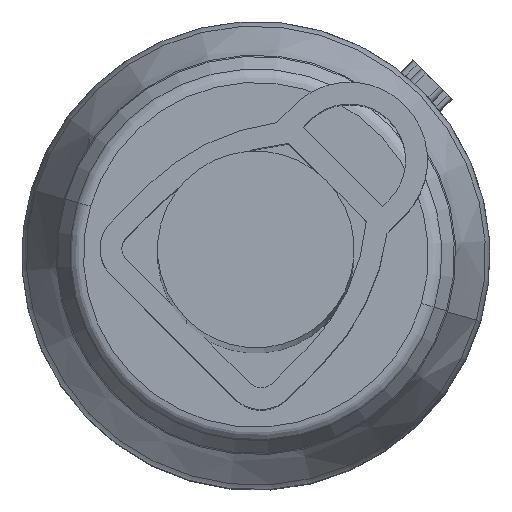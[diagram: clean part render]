
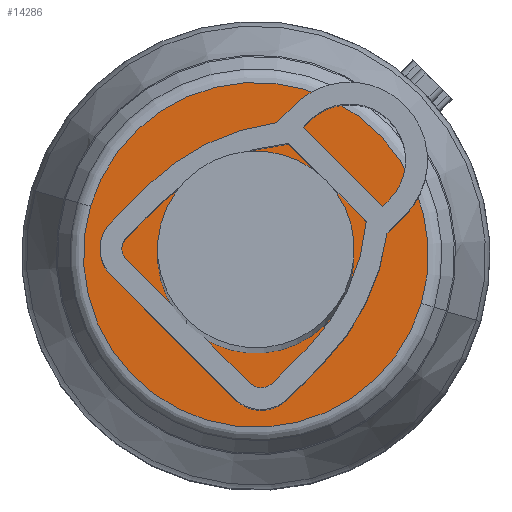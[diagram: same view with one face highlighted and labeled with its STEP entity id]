
A CAD part, top view. The second image highlights one B-rep face of the part: STEP entity #14286.
In plain terms, the highlighted planar face has unit normal (0, 0, 1).
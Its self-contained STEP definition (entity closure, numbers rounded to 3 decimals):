
#14241=AXIS2_PLACEMENT_3D('Circle Axis2P3D',#14239,#14240,$) ;
#14267=AXIS2_PLACEMENT_3D('Circle Axis2P3D',#14265,#14266,$) ;
#14280=AXIS2_PLACEMENT_3D('Plane Axis2P3D',#14277,#14278,#14279) ;
#14239=CARTESIAN_POINT('Axis2P3D Location',(7.5,7.5,47.)) ;
#14243=CARTESIAN_POINT('Vertex',(2.201,9.055,47.)) ;
#14245=CARTESIAN_POINT('Vertex',(12.799,5.945,47.)) ;
#14265=CARTESIAN_POINT('Axis2P3D Location',(7.5,7.5,47.)) ;
#14277=CARTESIAN_POINT('Axis2P3D Location',(11.405,3.595,47.)) ;
#14240=DIRECTION('Axis2P3D Direction',(0.,0.,1.)) ;
#14266=DIRECTION('Axis2P3D Direction',(0.,0.,1.)) ;
#14278=DIRECTION('Axis2P3D Direction',(0.,0.,1.)) ;
#14279=DIRECTION('Axis2P3D XDirection',(0.707,0.707,0.)) ;
#14283=ORIENTED_EDGE('',*,*,#14269,.T.) ;
#14284=ORIENTED_EDGE('',*,*,#14247,.T.) ;
#14286=ADVANCED_FACE('Hauptk\X2\00F6\X0\rper',(#14285),#14281,.T.) ;
#14242=CIRCLE('generated circle',#14241,5.523) ;
#14268=CIRCLE('generated circle',#14267,5.523) ;
#14247=EDGE_CURVE('',#14244,#14246,#14242,.T.) ;
#14269=EDGE_CURVE('',#14246,#14244,#14268,.T.) ;
#14282=EDGE_LOOP('',(#14283,#14284)) ;
#14285=FACE_OUTER_BOUND('',#14282,.T.) ;
#14281=PLANE('',#14280) ;
#14244=VERTEX_POINT('',#14243) ;
#14246=VERTEX_POINT('',#14245) ;
